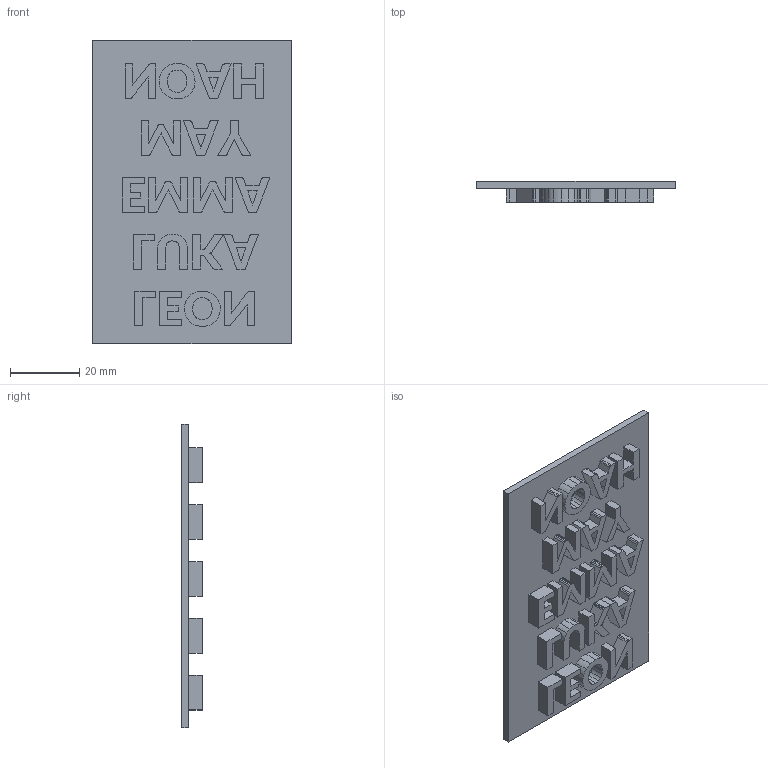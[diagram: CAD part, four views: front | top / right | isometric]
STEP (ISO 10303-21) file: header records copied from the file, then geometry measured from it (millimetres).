
FILE_DESCRIPTION(/* description */ (''),/* implementation_level */ '2;1');
FILE_NAME(/* name */ 'names.step',/* time_stamp */ '2025-06-14T14:44:02-05:00',/* author */ (''),/* organization */ (''),/* preprocessor_version */ 'ST-DEVELOPER v20.1',/* originating_system */ 'Autodesk Translation Framework v14.10.0.0',/* authorisation */ '');
FILE_SCHEMA (('AUTOMOTIVE_DESIGN { 1 0 10303 214 3 1 1 }'));
Length unit declared in the file: millimetre
Products named in the file (1): names
Bounding box: 57.44 x 6 x 88.03 mm (x, y, z)
Volume: 13907.5 mm3; surface area: 14595.4 mm2
Topology: 1 solids, 1 shells, 416 faces, 1173 edges, 784 vertices
Faces by surface type: plane 210, bspline 206
Entity records: 15663 total; most frequent: CARTESIAN_POINT 6293, ORIENTED_EDGE 2346, DIRECTION 1177, EDGE_CURVE 1173, VERTEX_POINT 784, LINE 755, VECTOR 755, EDGE_LOOP 441
